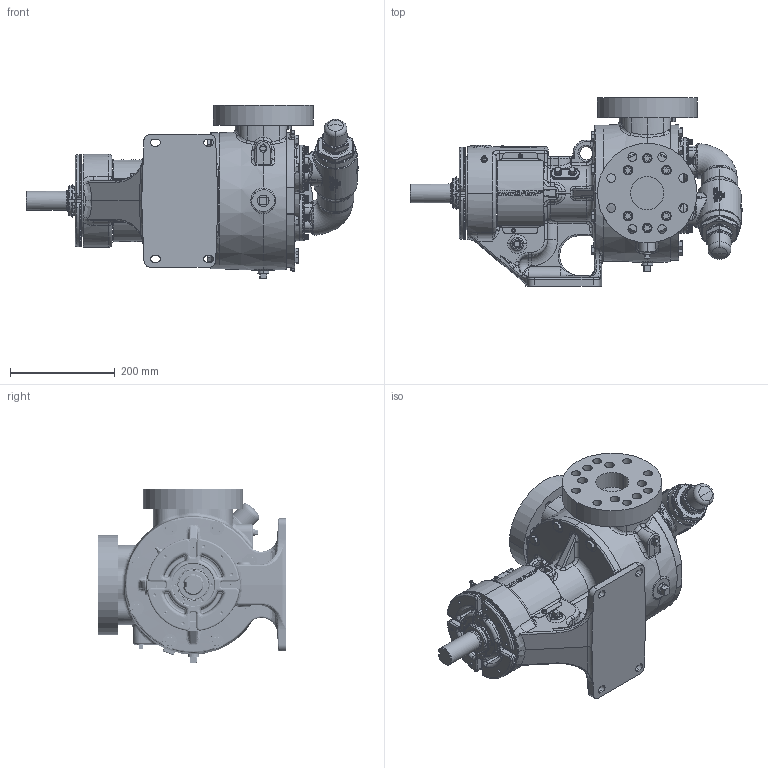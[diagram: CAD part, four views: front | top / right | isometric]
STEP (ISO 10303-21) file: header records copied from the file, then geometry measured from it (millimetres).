
FILE_DESCRIPTION (( 'STEP AP214' ), '1' );
FILE_NAME ('LV-4795.step', '2025-12-05T07:09:55', ( '' ), ( '' ), 'SwSTEP 2.0', 'SolidWorks 2024', '' );
FILE_SCHEMA (( 'AUTOMOTIVE_DESIGN' ));
Length unit declared in the file: inch
Products named in the file (1): LV-4795
Bounding box: 635.25 x 360.36 x 331.53 mm (x, y, z)
Volume: 16661146.2 mm3; surface area: 987447.5 mm2
Topology: 1 solids, 1 shells, 5766 faces, 14822 edges, 9256 vertices
Faces by surface type: plane 1934, bspline 1648, cylinder 1227, cone 693, torus 188, sphere 76
Entity records: 255869 total; most frequent: CARTESIAN_POINT 129187, ORIENTED_EDGE 29394, DIRECTION 21959, EDGE_CURVE 14697, VERTEX_POINT 9253, AXIS2_PLACEMENT_3D 8162, EDGE_LOOP 6158, FACE_OUTER_BOUND 5766
